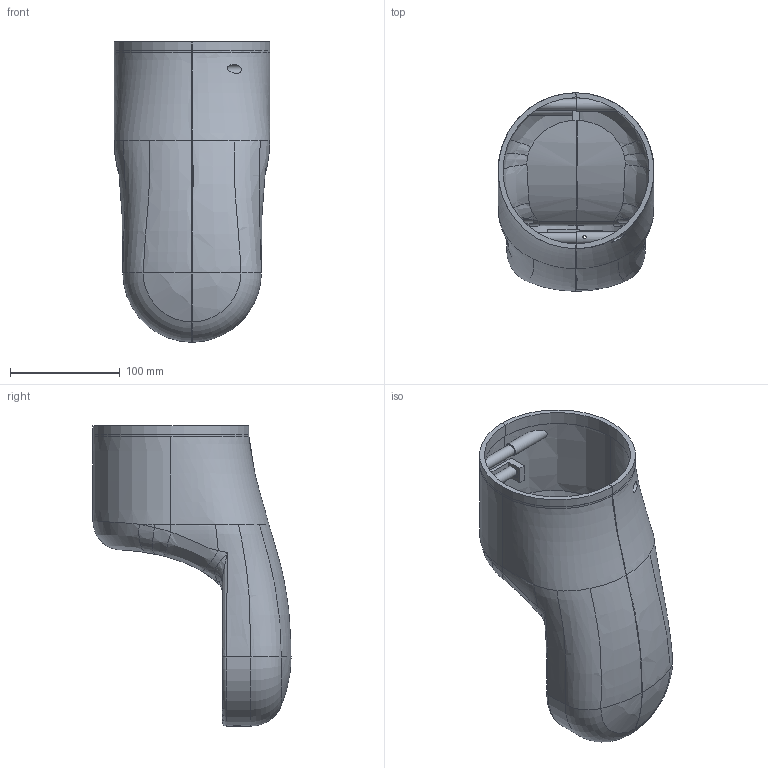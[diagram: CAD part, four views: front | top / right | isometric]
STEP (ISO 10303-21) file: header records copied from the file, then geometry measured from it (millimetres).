
FILE_DESCRIPTION(/* description */ (''),/* implementation_level */ '2;1');
FILE_NAME(/* name */ 'J4.stp',/* time_stamp */ '2020-11-10T15:46:45+08:00',/* author */ ('e10147'),/* organization */ (''),/* preprocessor_version */ 'ST-DEVELOPER v15.6',/* originating_system */ 'Autodesk Inventor 2015',/* authorisation */ '');
FILE_SCHEMA (('AUTOMOTIVE_DESIGN { 1 0 10303 214 3 1 1 }'));
Length unit declared in the file: millimetre
Products named in the file (9): ~~零件6; ~~~~~零件3; ~零件11; COVER-4A; MAIN-4-B; ~~零件12; COVER-4B; J4; 
Bounding box: 142.04 x 180.36 x 273.5 mm (x, y, z)
Volume: 332050 mm3; surface area: 230684.6 mm2
Topology: 6 solids, 6 shells, 345 faces, 905 edges, 591 vertices
Faces by surface type: plane 123, bspline 101, cylinder 96, torus 15, cone 6, sphere 4
Full cylindrical faces by diameter (mm): 2.5 x4, 3.2 x12, 6 x2, 8 x2, 10 x6, 12 x2
Entity records: 24559 total; most frequent: CARTESIAN_POINT 16923, ORIENTED_EDGE 1654, DIRECTION 1387, EDGE_CURVE 827, VERTEX_POINT 555, AXIS2_PLACEMENT_3D 551, EDGE_LOOP 396, FACE_OUTER_BOUND 330
